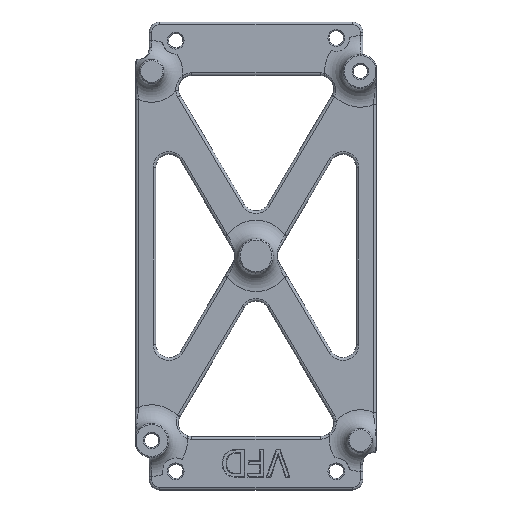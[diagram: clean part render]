
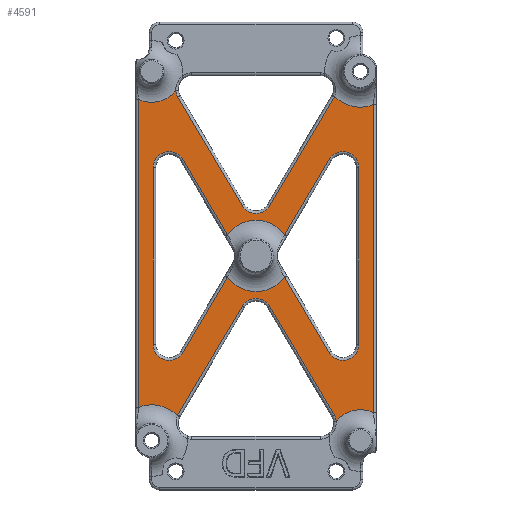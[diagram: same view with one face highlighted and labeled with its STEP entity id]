
A CAD part, top view. The second image highlights one B-rep face of the part: STEP entity #4591.
In plain terms, the highlighted planar face has unit normal (0, 0, 1).
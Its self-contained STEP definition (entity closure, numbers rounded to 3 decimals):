
#151=FACE_BOUND('',#921,.T.);
#183=CIRCLE('',#4863,13.364);
#196=CIRCLE('',#4882,13.364);
#247=CIRCLE('',#4955,6.);
#257=CIRCLE('',#4969,6.);
#261=CIRCLE('',#4975,6.);
#262=CIRCLE('',#4977,11.5);
#263=CIRCLE('',#4978,6.);
#264=CIRCLE('',#4979,6.);
#265=CIRCLE('',#4980,6.);
#266=CIRCLE('',#4981,11.5);
#267=CIRCLE('',#4982,6.);
#268=CIRCLE('',#4983,6.);
#269=CIRCLE('',#4984,13.364);
#270=CIRCLE('',#4985,6.);
#271=CIRCLE('',#4986,6.);
#272=CIRCLE('',#4987,13.364);
#621=FACE_OUTER_BOUND('',#920,.T.);
#920=EDGE_LOOP('',(#3423,#3424,#3425,#3426,#3427,#3428,#3429,#3430,#3431,
#3432,#3433,#3434,#3435,#3436,#3437,#3438));
#921=EDGE_LOOP('',(#3439,#3440,#3441,#3442,#3443,#3444,#3445,#3446,#3447,
#3448,#3449,#3450));
#1243=LINE('',#8228,#1607);
#1245=LINE('',#8350,#1609);
#1247=LINE('',#8358,#1611);
#1248=LINE('',#8362,#1612);
#1249=LINE('',#8366,#1613);
#1250=LINE('',#8371,#1614);
#1251=LINE('',#8374,#1615);
#1252=LINE('',#8378,#1616);
#1253=LINE('',#8382,#1617);
#1254=LINE('',#8386,#1618);
#1255=LINE('',#8390,#1619);
#1256=LINE('',#8394,#1620);
#1607=VECTOR('',#5735,10.);
#1609=VECTOR('',#5777,10.);
#1611=VECTOR('',#5789,10.);
#1612=VECTOR('',#5792,10.);
#1613=VECTOR('',#5795,10.);
#1614=VECTOR('',#5800,10.);
#1615=VECTOR('',#5801,10.);
#1616=VECTOR('',#5804,10.);
#1617=VECTOR('',#5807,10.);
#1618=VECTOR('',#5810,10.);
#1619=VECTOR('',#5813,10.);
#1620=VECTOR('',#5816,10.);
#1950=VERTEX_POINT('',#7793);
#1951=VERTEX_POINT('',#7824);
#1970=VERTEX_POINT('',#8041);
#1975=VERTEX_POINT('',#8074);
#2025=VERTEX_POINT('',#8221);
#2028=VERTEX_POINT('',#8226);
#2030=VERTEX_POINT('',#8231);
#2037=VERTEX_POINT('',#8342);
#2039=VERTEX_POINT('',#8348);
#2040=VERTEX_POINT('',#8356);
#2041=VERTEX_POINT('',#8359);
#2042=VERTEX_POINT('',#8361);
#2043=VERTEX_POINT('',#8363);
#2044=VERTEX_POINT('',#8365);
#2045=VERTEX_POINT('',#8367);
#2046=VERTEX_POINT('',#8369);
#2047=VERTEX_POINT('',#8372);
#2048=VERTEX_POINT('',#8373);
#2049=VERTEX_POINT('',#8375);
#2050=VERTEX_POINT('',#8377);
#2051=VERTEX_POINT('',#8379);
#2052=VERTEX_POINT('',#8381);
#2053=VERTEX_POINT('',#8383);
#2054=VERTEX_POINT('',#8385);
#2055=VERTEX_POINT('',#8387);
#2056=VERTEX_POINT('',#8389);
#2057=VERTEX_POINT('',#8391);
#2058=VERTEX_POINT('',#8393);
#2416=EDGE_CURVE('',#1950,#1951,#183,.F.);
#2448=EDGE_CURVE('',#1970,#1975,#196,.F.);
#2518=EDGE_CURVE('',#2028,#2025,#1243,.T.);
#2520=EDGE_CURVE('',#2030,#2028,#247,.T.);
#2534=EDGE_CURVE('',#2037,#1975,#257,.T.);
#2537=EDGE_CURVE('',#2039,#2037,#1245,.T.);
#2540=EDGE_CURVE('',#2025,#2039,#261,.T.);
#2541=EDGE_CURVE('',#2040,#2030,#262,.T.);
#2542=EDGE_CURVE('',#1950,#2040,#1247,.T.);
#2543=EDGE_CURVE('',#2041,#1951,#263,.T.);
#2544=EDGE_CURVE('',#2042,#2041,#1248,.T.);
#2545=EDGE_CURVE('',#2043,#2042,#264,.T.);
#2546=EDGE_CURVE('',#2044,#2043,#1249,.T.);
#2547=EDGE_CURVE('',#2045,#2044,#265,.T.);
#2548=EDGE_CURVE('',#2046,#2045,#266,.T.);
#2549=EDGE_CURVE('',#1970,#2046,#1250,.T.);
#2550=EDGE_CURVE('',#2047,#2048,#1251,.T.);
#2551=EDGE_CURVE('',#2049,#2047,#267,.T.);
#2552=EDGE_CURVE('',#2050,#2049,#1252,.T.);
#2553=EDGE_CURVE('',#2051,#2050,#268,.T.);
#2554=EDGE_CURVE('',#2052,#2051,#1253,.T.);
#2555=EDGE_CURVE('',#2053,#2052,#269,.T.);
#2556=EDGE_CURVE('',#2054,#2053,#1254,.T.);
#2557=EDGE_CURVE('',#2055,#2054,#270,.T.);
#2558=EDGE_CURVE('',#2056,#2055,#1255,.T.);
#2559=EDGE_CURVE('',#2057,#2056,#271,.T.);
#2560=EDGE_CURVE('',#2058,#2057,#1256,.T.);
#2561=EDGE_CURVE('',#2048,#2058,#272,.T.);
#3423=ORIENTED_EDGE('',*,*,#2534,.F.);
#3424=ORIENTED_EDGE('',*,*,#2537,.F.);
#3425=ORIENTED_EDGE('',*,*,#2540,.F.);
#3426=ORIENTED_EDGE('',*,*,#2518,.F.);
#3427=ORIENTED_EDGE('',*,*,#2520,.F.);
#3428=ORIENTED_EDGE('',*,*,#2541,.F.);
#3429=ORIENTED_EDGE('',*,*,#2542,.F.);
#3430=ORIENTED_EDGE('',*,*,#2416,.T.);
#3431=ORIENTED_EDGE('',*,*,#2543,.F.);
#3432=ORIENTED_EDGE('',*,*,#2544,.F.);
#3433=ORIENTED_EDGE('',*,*,#2545,.F.);
#3434=ORIENTED_EDGE('',*,*,#2546,.F.);
#3435=ORIENTED_EDGE('',*,*,#2547,.F.);
#3436=ORIENTED_EDGE('',*,*,#2548,.F.);
#3437=ORIENTED_EDGE('',*,*,#2549,.F.);
#3438=ORIENTED_EDGE('',*,*,#2448,.T.);
#3439=ORIENTED_EDGE('',*,*,#2550,.F.);
#3440=ORIENTED_EDGE('',*,*,#2551,.F.);
#3441=ORIENTED_EDGE('',*,*,#2552,.F.);
#3442=ORIENTED_EDGE('',*,*,#2553,.F.);
#3443=ORIENTED_EDGE('',*,*,#2554,.F.);
#3444=ORIENTED_EDGE('',*,*,#2555,.F.);
#3445=ORIENTED_EDGE('',*,*,#2556,.F.);
#3446=ORIENTED_EDGE('',*,*,#2557,.F.);
#3447=ORIENTED_EDGE('',*,*,#2558,.F.);
#3448=ORIENTED_EDGE('',*,*,#2559,.F.);
#3449=ORIENTED_EDGE('',*,*,#2560,.F.);
#3450=ORIENTED_EDGE('',*,*,#2561,.F.);
#4409=PLANE('',#4976);
#4591=ADVANCED_FACE('',(#621,#151),#4409,.T.);
#4863=AXIS2_PLACEMENT_3D('',#7834,#5529,#5530);
#4882=AXIS2_PLACEMENT_3D('',#8084,#5573,#5574);
#4955=AXIS2_PLACEMENT_3D('',#8233,#5740,#5741);
#4969=AXIS2_PLACEMENT_3D('',#8344,#5769,#5770);
#4975=AXIS2_PLACEMENT_3D('',#8354,#5783,#5784);
#4976=AXIS2_PLACEMENT_3D('',#8355,#5785,#5786);
#4977=AXIS2_PLACEMENT_3D('',#8357,#5787,#5788);
#4978=AXIS2_PLACEMENT_3D('',#8360,#5790,#5791);
#4979=AXIS2_PLACEMENT_3D('',#8364,#5793,#5794);
#4980=AXIS2_PLACEMENT_3D('',#8368,#5796,#5797);
#4981=AXIS2_PLACEMENT_3D('',#8370,#5798,#5799);
#4982=AXIS2_PLACEMENT_3D('',#8376,#5802,#5803);
#4983=AXIS2_PLACEMENT_3D('',#8380,#5805,#5806);
#4984=AXIS2_PLACEMENT_3D('',#8384,#5808,#5809);
#4985=AXIS2_PLACEMENT_3D('',#8388,#5811,#5812);
#4986=AXIS2_PLACEMENT_3D('',#8392,#5814,#5815);
#4987=AXIS2_PLACEMENT_3D('',#8395,#5817,#5818);
#5529=DIRECTION('center_axis',(0.,0.,1.));
#5530=DIRECTION('ref_axis',(-1.,0.,0.));
#5573=DIRECTION('center_axis',(0.,0.,1.));
#5574=DIRECTION('ref_axis',(-1.,0.,0.));
#5735=DIRECTION('',(0.509,-0.861,0.));
#5740=DIRECTION('center_axis',(0.,0.,1.));
#5741=DIRECTION('ref_axis',(-0.984,-0.178,0.));
#5769=DIRECTION('center_axis',(0.,0.,1.));
#5770=DIRECTION('ref_axis',(0.893,-0.451,0.));
#5777=DIRECTION('',(0.509,0.861,0.));
#5783=DIRECTION('center_axis',(0.,0.,1.));
#5784=DIRECTION('ref_axis',(0.,-1.,0.));
#5785=DIRECTION('center_axis',(0.,0.,1.));
#5786=DIRECTION('ref_axis',(1.,0.,0.));
#5787=DIRECTION('center_axis',(0.,0.,1.));
#5788=DIRECTION('ref_axis',(1.,0.,0.));
#5789=DIRECTION('',(0.,1.,0.));
#5790=DIRECTION('center_axis',(0.,0.,1.));
#5791=DIRECTION('ref_axis',(-0.893,0.451,0.));
#5792=DIRECTION('',(-0.509,-0.861,0.));
#5793=DIRECTION('center_axis',(0.,0.,1.));
#5794=DIRECTION('ref_axis',(0.,1.,0.));
#5795=DIRECTION('',(-0.509,0.861,0.));
#5796=DIRECTION('center_axis',(0.,0.,1.));
#5797=DIRECTION('ref_axis',(0.984,0.178,0.));
#5798=DIRECTION('center_axis',(0.,0.,1.));
#5799=DIRECTION('ref_axis',(1.,0.,0.));
#5800=DIRECTION('',(0.,-1.,0.));
#5801=DIRECTION('',(-0.509,-0.861,0.));
#5802=DIRECTION('center_axis',(0.,0.,1.));
#5803=DIRECTION('ref_axis',(0.264,0.965,0.));
#5804=DIRECTION('',(0.,1.,0.));
#5805=DIRECTION('center_axis',(0.,0.,1.));
#5806=DIRECTION('ref_axis',(0.264,-0.965,0.));
#5807=DIRECTION('',(0.509,-0.861,0.));
#5808=DIRECTION('center_axis',(0.,0.,1.));
#5809=DIRECTION('ref_axis',(1.,0.,0.));
#5810=DIRECTION('',(0.509,0.861,0.));
#5811=DIRECTION('center_axis',(0.,0.,1.));
#5812=DIRECTION('ref_axis',(-0.264,-0.965,0.));
#5813=DIRECTION('',(0.,-1.,0.));
#5814=DIRECTION('center_axis',(0.,0.,1.));
#5815=DIRECTION('ref_axis',(-0.264,0.965,0.));
#5816=DIRECTION('',(-0.509,0.861,0.));
#5817=DIRECTION('center_axis',(0.,0.,1.));
#5818=DIRECTION('ref_axis',(1.,0.,0.));
#7793=CARTESIAN_POINT('',(-44.,-56.607,5.));
#7824=CARTESIAN_POINT('',(-29.37,-59.734,5.));
#7834=CARTESIAN_POINT('Origin',(-39.,-69.,5.));
#8041=CARTESIAN_POINT('',(44.,56.607,5.));
#8074=CARTESIAN_POINT('',(29.37,59.734,5.));
#8084=CARTESIAN_POINT('Origin',(39.,69.,5.));
#8221=CARTESIAN_POINT('',(-5.163,18.814,5.));
#8226=CARTESIAN_POINT('',(-29.21,59.444,5.));
#8228=CARTESIAN_POINT('',(1.781,7.081,5.));
#8231=CARTESIAN_POINT('',(-30.009,61.83,5.));
#8233=CARTESIAN_POINT('Origin',(-24.046,62.5,5.));
#8342=CARTESIAN_POINT('',(29.21,59.444,5.));
#8344=CARTESIAN_POINT('Origin',(24.046,62.5,5.));
#8348=CARTESIAN_POINT('',(5.163,18.814,5.));
#8350=CARTESIAN_POINT('',(14.627,34.804,5.));
#8354=CARTESIAN_POINT('Origin',(0.,21.87,5.));
#8355=CARTESIAN_POINT('Origin',(0.,0.,5.));
#8356=CARTESIAN_POINT('',(-44.,58.644,5.));
#8357=CARTESIAN_POINT('Origin',(-39.,69.,5.));
#8358=CARTESIAN_POINT('',(-44.,36.75,5.));
#8359=CARTESIAN_POINT('',(-29.21,-59.444,5.));
#8360=CARTESIAN_POINT('Origin',(-24.046,-62.5,5.));
#8361=CARTESIAN_POINT('',(-5.163,-18.814,5.));
#8362=CARTESIAN_POINT('',(-14.627,-34.804,5.));
#8363=CARTESIAN_POINT('',(5.163,-18.814,5.));
#8364=CARTESIAN_POINT('Origin',(0.,-21.87,
5.));
#8365=CARTESIAN_POINT('',(29.21,-59.444,5.));
#8366=CARTESIAN_POINT('',(-1.781,-7.081,5.));
#8367=CARTESIAN_POINT('',(30.009,-61.83,5.));
#8368=CARTESIAN_POINT('Origin',(24.046,-62.5,5.));
#8369=CARTESIAN_POINT('',(44.,-58.644,5.));
#8370=CARTESIAN_POINT('Origin',(39.,-69.,5.));
#8371=CARTESIAN_POINT('',(44.,-36.75,5.));
#8372=CARTESIAN_POINT('',(27.337,36.099,5.));
#8373=CARTESIAN_POINT('',(10.706,7.999,5.));
#8374=CARTESIAN_POINT('',(5.348,-1.054,5.));
#8375=CARTESIAN_POINT('',(38.5,33.043,5.));
#8376=CARTESIAN_POINT('Origin',(32.5,33.043,5.));
#8377=CARTESIAN_POINT('',(38.5,-33.043,5.));
#8378=CARTESIAN_POINT('',(38.5,25.654,5.));
#8379=CARTESIAN_POINT('',(27.337,-36.099,5.));
#8380=CARTESIAN_POINT('Origin',(32.5,-33.043,5.));
#8381=CARTESIAN_POINT('',(10.706,-7.999,5.));
#8382=CARTESIAN_POINT('',(20.531,-24.6,5.));
#8383=CARTESIAN_POINT('',(-10.706,-7.999,5.));
#8384=CARTESIAN_POINT('Origin',(0.,0.,5.));
#8385=CARTESIAN_POINT('',(-27.337,-36.099,5.));
#8386=CARTESIAN_POINT('',(-5.348,1.054,5.));
#8387=CARTESIAN_POINT('',(-38.5,-33.043,5.));
#8388=CARTESIAN_POINT('Origin',(-32.5,-33.043,5.));
#8389=CARTESIAN_POINT('',(-38.5,33.043,5.));
#8390=CARTESIAN_POINT('',(-38.5,-25.654,5.));
#8391=CARTESIAN_POINT('',(-27.337,36.099,5.));
#8392=CARTESIAN_POINT('Origin',(-32.5,33.043,5.));
#8393=CARTESIAN_POINT('',(-10.706,7.999,5.));
#8394=CARTESIAN_POINT('',(-20.531,24.6,5.));
#8395=CARTESIAN_POINT('Origin',(0.,0.,5.));
